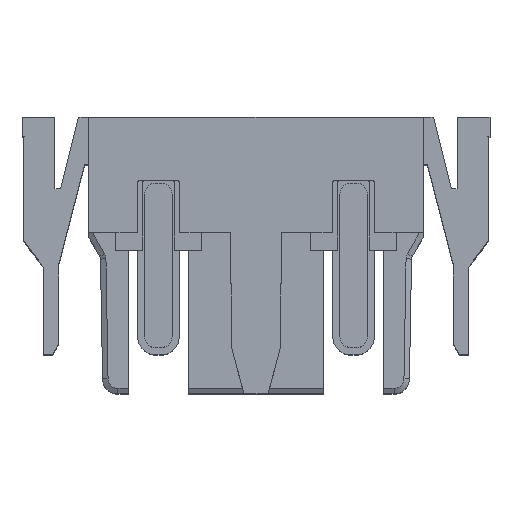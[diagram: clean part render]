
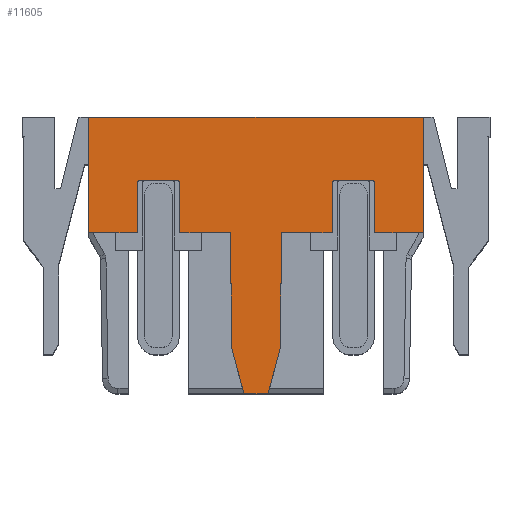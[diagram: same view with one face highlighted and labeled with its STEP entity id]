
A CAD part, top view. The second image highlights one B-rep face of the part: STEP entity #11605.
In plain terms, the highlighted planar face has unit normal (0, 0, 1).
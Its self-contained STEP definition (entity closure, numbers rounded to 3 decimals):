
#11464=AXIS2_PLACEMENT_3D('Plane Axis2P3D',#11461,#11462,#11463) ;
#11475=AXIS2_PLACEMENT_3D('Circle Axis2P3D',#11473,#11474,$) ;
#11480=AXIS2_PLACEMENT_3D('Circle Axis2P3D',#11478,#11479,$) ;
#11548=AXIS2_PLACEMENT_3D('Circle Axis2P3D',#11546,#11547,$) ;
#11562=AXIS2_PLACEMENT_3D('Circle Axis2P3D',#11560,#11561,$) ;
#10139=CARTESIAN_POINT('Vertex',(1.1,-14.2,14.35)) ;
#10142=CARTESIAN_POINT('Line Origine',(0.,-14.2,14.35)) ;
#10146=CARTESIAN_POINT('Vertex',(-1.1,-14.2,14.35)) ;
#10304=CARTESIAN_POINT('Vertex',(-15.25,0.5,14.35)) ;
#10307=CARTESIAN_POINT('Line Origine',(-15.25,5.75,14.35)) ;
#10311=CARTESIAN_POINT('Vertex',(-15.25,11.,14.35)) ;
#10399=CARTESIAN_POINT('Line Origine',(0.,11.,14.35)) ;
#10403=CARTESIAN_POINT('Vertex',(15.25,11.,14.35)) ;
#10565=CARTESIAN_POINT('Line Origine',(15.25,5.75,14.35)) ;
#10569=CARTESIAN_POINT('Vertex',(15.25,0.5,14.35)) ;
#10668=CARTESIAN_POINT('Vertex',(-7.25,5.25,14.35)) ;
#10671=CARTESIAN_POINT('Line Origine',(-8.9,5.25,14.35)) ;
#10675=CARTESIAN_POINT('Vertex',(-10.55,5.25,14.35)) ;
#10912=CARTESIAN_POINT('Vertex',(-10.85,0.5,14.35)) ;
#10915=CARTESIAN_POINT('Line Origine',(-13.05,0.5,14.35)) ;
#11444=CARTESIAN_POINT('Vertex',(2.23,-9.983,14.35)) ;
#11447=CARTESIAN_POINT('Line Origine',(1.665,-12.091,14.35)) ;
#11461=CARTESIAN_POINT('Axis2P3D Location',(0.,0.,14.35)) ;
#11466=CARTESIAN_POINT('Line Origine',(-10.85,2.725,14.35)) ;
#11470=CARTESIAN_POINT('Vertex',(-10.85,4.95,14.35)) ;
#11473=CARTESIAN_POINT('Axis2P3D Location',(-10.55,4.95,14.35)) ;
#11478=CARTESIAN_POINT('Axis2P3D Location',(-7.25,4.95,14.35)) ;
#11482=CARTESIAN_POINT('Vertex',(-6.95,4.95,14.35)) ;
#11485=CARTESIAN_POINT('Line Origine',(-6.95,2.725,14.35)) ;
#11489=CARTESIAN_POINT('Vertex',(-6.95,0.5,14.35)) ;
#11492=CARTESIAN_POINT('Line Origine',(-4.675,0.5,14.35)) ;
#11496=CARTESIAN_POINT('Vertex',(-2.4,0.5,14.35)) ;
#11499=CARTESIAN_POINT('Line Origine',(-2.361,0.5,14.35)) ;
#11503=CARTESIAN_POINT('Vertex',(-2.321,0.5,14.35)) ;
#11506=CARTESIAN_POINT('Line Origine',(-2.276,-4.741,14.35)) ;
#11510=CARTESIAN_POINT('Vertex',(-2.23,-9.983,14.35)) ;
#11513=CARTESIAN_POINT('Line Origine',(-1.665,-12.091,14.35)) ;
#11518=CARTESIAN_POINT('Line Origine',(2.276,-4.741,14.35)) ;
#11522=CARTESIAN_POINT('Vertex',(2.321,0.5,14.35)) ;
#11525=CARTESIAN_POINT('Line Origine',(2.361,0.5,14.35)) ;
#11529=CARTESIAN_POINT('Vertex',(2.4,0.5,14.35)) ;
#11532=CARTESIAN_POINT('Line Origine',(4.675,0.5,14.35)) ;
#11536=CARTESIAN_POINT('Vertex',(6.95,0.5,14.35)) ;
#11539=CARTESIAN_POINT('Line Origine',(6.95,2.725,14.35)) ;
#11543=CARTESIAN_POINT('Vertex',(6.95,4.95,14.35)) ;
#11546=CARTESIAN_POINT('Axis2P3D Location',(7.25,4.95,14.35)) ;
#11550=CARTESIAN_POINT('Vertex',(7.25,5.25,14.35)) ;
#11553=CARTESIAN_POINT('Line Origine',(8.9,5.25,14.35)) ;
#11557=CARTESIAN_POINT('Vertex',(10.55,5.25,14.35)) ;
#11560=CARTESIAN_POINT('Axis2P3D Location',(10.55,4.95,14.35)) ;
#11564=CARTESIAN_POINT('Vertex',(10.85,4.95,14.35)) ;
#11567=CARTESIAN_POINT('Line Origine',(10.85,2.725,14.35)) ;
#11571=CARTESIAN_POINT('Vertex',(10.85,0.5,14.35)) ;
#11574=CARTESIAN_POINT('Line Origine',(13.05,0.5,14.35)) ;
#10143=DIRECTION('Vector Direction',(1.,0.,0.)) ;
#10308=DIRECTION('Vector Direction',(0.,1.,0.)) ;
#10400=DIRECTION('Vector Direction',(1.,0.,0.)) ;
#10566=DIRECTION('Vector Direction',(0.,1.,0.)) ;
#10672=DIRECTION('Vector Direction',(-1.,0.,0.)) ;
#10916=DIRECTION('Vector Direction',(-1.,0.,0.)) ;
#11448=DIRECTION('Vector Direction',(-0.259,-0.966,0.)) ;
#11462=DIRECTION('Axis2P3D Direction',(0.,0.,1.)) ;
#11463=DIRECTION('Axis2P3D XDirection',(1.,0.,0.)) ;
#11467=DIRECTION('Vector Direction',(0.,1.,0.)) ;
#11474=DIRECTION('Axis2P3D Direction',(0.,0.,1.)) ;
#11479=DIRECTION('Axis2P3D Direction',(0.,0.,1.)) ;
#11486=DIRECTION('Vector Direction',(0.,-1.,0.)) ;
#11493=DIRECTION('Vector Direction',(-1.,0.,0.)) ;
#11500=DIRECTION('Vector Direction',(1.,0.,0.)) ;
#11507=DIRECTION('Vector Direction',(0.009,-1.,0.)) ;
#11514=DIRECTION('Vector Direction',(0.259,-0.966,0.)) ;
#11519=DIRECTION('Vector Direction',(-0.009,-1.,0.)) ;
#11526=DIRECTION('Vector Direction',(1.,0.,0.)) ;
#11533=DIRECTION('Vector Direction',(-1.,0.,0.)) ;
#11540=DIRECTION('Vector Direction',(0.,-1.,0.)) ;
#11547=DIRECTION('Axis2P3D Direction',(0.,0.,1.)) ;
#11554=DIRECTION('Vector Direction',(1.,0.,0.)) ;
#11561=DIRECTION('Axis2P3D Direction',(0.,0.,1.)) ;
#11568=DIRECTION('Vector Direction',(0.,1.,0.)) ;
#11575=DIRECTION('Vector Direction',(-1.,0.,0.)) ;
#10144=VECTOR('Line Direction',#10143,1.) ;
#10309=VECTOR('Line Direction',#10308,1.) ;
#10401=VECTOR('Line Direction',#10400,1.) ;
#10567=VECTOR('Line Direction',#10566,1.) ;
#10673=VECTOR('Line Direction',#10672,1.) ;
#10917=VECTOR('Line Direction',#10916,1.) ;
#11449=VECTOR('Line Direction',#11448,1.) ;
#11468=VECTOR('Line Direction',#11467,1.) ;
#11487=VECTOR('Line Direction',#11486,1.) ;
#11494=VECTOR('Line Direction',#11493,1.) ;
#11501=VECTOR('Line Direction',#11500,1.) ;
#11508=VECTOR('Line Direction',#11507,1.) ;
#11515=VECTOR('Line Direction',#11514,1.) ;
#11520=VECTOR('Line Direction',#11519,1.) ;
#11527=VECTOR('Line Direction',#11526,1.) ;
#11534=VECTOR('Line Direction',#11533,1.) ;
#11541=VECTOR('Line Direction',#11540,1.) ;
#11555=VECTOR('Line Direction',#11554,1.) ;
#11569=VECTOR('Line Direction',#11568,1.) ;
#11576=VECTOR('Line Direction',#11575,1.) ;
#11580=ORIENTED_EDGE('',*,*,#10919,.T.) ;
#11581=ORIENTED_EDGE('',*,*,#11472,.F.) ;
#11582=ORIENTED_EDGE('',*,*,#11477,.T.) ;
#11583=ORIENTED_EDGE('',*,*,#10677,.F.) ;
#11584=ORIENTED_EDGE('',*,*,#11484,.T.) ;
#11585=ORIENTED_EDGE('',*,*,#11491,.F.) ;
#11586=ORIENTED_EDGE('',*,*,#11498,.T.) ;
#11587=ORIENTED_EDGE('',*,*,#11505,.F.) ;
#11588=ORIENTED_EDGE('',*,*,#11512,.T.) ;
#11589=ORIENTED_EDGE('',*,*,#11517,.T.) ;
#11590=ORIENTED_EDGE('',*,*,#10148,.T.) ;
#11591=ORIENTED_EDGE('',*,*,#11451,.F.) ;
#11592=ORIENTED_EDGE('',*,*,#11524,.F.) ;
#11593=ORIENTED_EDGE('',*,*,#11531,.F.) ;
#11594=ORIENTED_EDGE('',*,*,#11538,.T.) ;
#11595=ORIENTED_EDGE('',*,*,#11545,.F.) ;
#11596=ORIENTED_EDGE('',*,*,#11552,.T.) ;
#11597=ORIENTED_EDGE('',*,*,#11559,.F.) ;
#11598=ORIENTED_EDGE('',*,*,#11566,.T.) ;
#11599=ORIENTED_EDGE('',*,*,#11573,.F.) ;
#11600=ORIENTED_EDGE('',*,*,#11578,.T.) ;
#11601=ORIENTED_EDGE('',*,*,#10571,.F.) ;
#11602=ORIENTED_EDGE('',*,*,#10405,.T.) ;
#11603=ORIENTED_EDGE('',*,*,#10313,.F.) ;
#11605=ADVANCED_FACE('Hauptk\X2\00F6\X0\rper.4',(#11604),#11465,.T.) ;
#11476=CIRCLE('generated circle',#11475,0.3) ;
#11481=CIRCLE('generated circle',#11480,0.3) ;
#11549=CIRCLE('generated circle',#11548,0.3) ;
#11563=CIRCLE('generated circle',#11562,0.3) ;
#10148=EDGE_CURVE('',#10147,#10140,#10145,.T.) ;
#10313=EDGE_CURVE('',#10305,#10312,#10310,.T.) ;
#10405=EDGE_CURVE('',#10404,#10312,#10402,.F.) ;
#10571=EDGE_CURVE('',#10404,#10570,#10568,.F.) ;
#10677=EDGE_CURVE('',#10669,#10676,#10674,.T.) ;
#10919=EDGE_CURVE('',#10305,#10913,#10918,.F.) ;
#11451=EDGE_CURVE('',#11445,#10140,#11450,.T.) ;
#11472=EDGE_CURVE('',#11471,#10913,#11469,.F.) ;
#11477=EDGE_CURVE('',#11471,#10676,#11476,.F.) ;
#11484=EDGE_CURVE('',#10669,#11483,#11481,.F.) ;
#11491=EDGE_CURVE('',#11490,#11483,#11488,.F.) ;
#11498=EDGE_CURVE('',#11490,#11497,#11495,.F.) ;
#11505=EDGE_CURVE('',#11504,#11497,#11502,.F.) ;
#11512=EDGE_CURVE('',#11504,#11511,#11509,.T.) ;
#11517=EDGE_CURVE('',#11511,#10147,#11516,.T.) ;
#11524=EDGE_CURVE('',#11523,#11445,#11521,.T.) ;
#11531=EDGE_CURVE('',#11530,#11523,#11528,.F.) ;
#11538=EDGE_CURVE('',#11530,#11537,#11535,.F.) ;
#11545=EDGE_CURVE('',#11544,#11537,#11542,.T.) ;
#11552=EDGE_CURVE('',#11544,#11551,#11549,.F.) ;
#11559=EDGE_CURVE('',#11558,#11551,#11556,.F.) ;
#11566=EDGE_CURVE('',#11558,#11565,#11563,.F.) ;
#11573=EDGE_CURVE('',#11572,#11565,#11570,.T.) ;
#11578=EDGE_CURVE('',#11572,#10570,#11577,.F.) ;
#11579=EDGE_LOOP('',(#11580,#11581,#11582,#11583,#11584,#11585,#11586,#11587,#11588,#11589,#11590,#11591,#11592,#11593,#11594,#11595,#11596,#11597,#11598,#11599,#11600,#11601,#11602,#11603)) ;
#11604=FACE_OUTER_BOUND('',#11579,.T.) ;
#10145=LINE('Line',#10142,#10144) ;
#10310=LINE('Line',#10307,#10309) ;
#10402=LINE('Line',#10399,#10401) ;
#10568=LINE('Line',#10565,#10567) ;
#10674=LINE('Line',#10671,#10673) ;
#10918=LINE('Line',#10915,#10917) ;
#11450=LINE('Line',#11447,#11449) ;
#11469=LINE('Line',#11466,#11468) ;
#11488=LINE('Line',#11485,#11487) ;
#11495=LINE('Line',#11492,#11494) ;
#11502=LINE('Line',#11499,#11501) ;
#11509=LINE('Line',#11506,#11508) ;
#11516=LINE('Line',#11513,#11515) ;
#11521=LINE('Line',#11518,#11520) ;
#11528=LINE('Line',#11525,#11527) ;
#11535=LINE('Line',#11532,#11534) ;
#11542=LINE('Line',#11539,#11541) ;
#11556=LINE('Line',#11553,#11555) ;
#11570=LINE('Line',#11567,#11569) ;
#11577=LINE('Line',#11574,#11576) ;
#11465=PLANE('',#11464) ;
#10140=VERTEX_POINT('',#10139) ;
#10147=VERTEX_POINT('',#10146) ;
#10305=VERTEX_POINT('',#10304) ;
#10312=VERTEX_POINT('',#10311) ;
#10404=VERTEX_POINT('',#10403) ;
#10570=VERTEX_POINT('',#10569) ;
#10669=VERTEX_POINT('',#10668) ;
#10676=VERTEX_POINT('',#10675) ;
#10913=VERTEX_POINT('',#10912) ;
#11445=VERTEX_POINT('',#11444) ;
#11471=VERTEX_POINT('',#11470) ;
#11483=VERTEX_POINT('',#11482) ;
#11490=VERTEX_POINT('',#11489) ;
#11497=VERTEX_POINT('',#11496) ;
#11504=VERTEX_POINT('',#11503) ;
#11511=VERTEX_POINT('',#11510) ;
#11523=VERTEX_POINT('',#11522) ;
#11530=VERTEX_POINT('',#11529) ;
#11537=VERTEX_POINT('',#11536) ;
#11544=VERTEX_POINT('',#11543) ;
#11551=VERTEX_POINT('',#11550) ;
#11558=VERTEX_POINT('',#11557) ;
#11565=VERTEX_POINT('',#11564) ;
#11572=VERTEX_POINT('',#11571) ;
